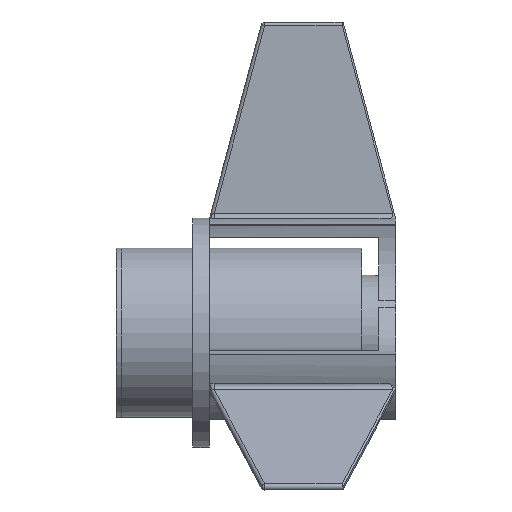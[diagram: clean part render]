
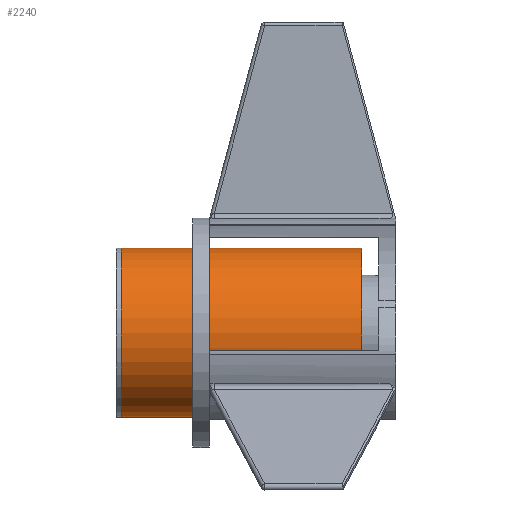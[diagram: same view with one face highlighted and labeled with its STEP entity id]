
A CAD part, left-side view. The second image highlights one B-rep face of the part: STEP entity #2240.
In plain terms, the highlighted cylindrical face has radius 25.025 mm (diameter 50.05 mm), a full revolution.
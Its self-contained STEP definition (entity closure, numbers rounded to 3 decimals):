
#267=FACE_OUTER_BOUND('',#399,.T.);
#399=EDGE_LOOP('',(#1985,#1986,#1987,#1988));
#570=LINE('',#4243,#735);
#735=VECTOR('',#3132,25.025);
#847=CIRCLE('',#2472,25.025);
#862=CIRCLE('',#2501,25.025);
#1041=VERTEX_POINT('',#4164);
#1066=VERTEX_POINT('',#4242);
#1341=EDGE_CURVE('',#1041,#1041,#847,.T.);
#1380=EDGE_CURVE('',#1041,#1066,#570,.T.);
#1381=EDGE_CURVE('',#1066,#1066,#862,.T.);
#1985=ORIENTED_EDGE('',*,*,#1341,.F.);
#1986=ORIENTED_EDGE('',*,*,#1380,.T.);
#1987=ORIENTED_EDGE('',*,*,#1381,.F.);
#1988=ORIENTED_EDGE('',*,*,#1380,.F.);
#2123=CYLINDRICAL_SURFACE('',#2500,25.025);
#2240=ADVANCED_FACE('',(#267),#2123,.T.);
#2472=AXIS2_PLACEMENT_3D('',#4165,#3050,#3051);
#2500=AXIS2_PLACEMENT_3D('',#4241,#3130,#3131);
#2501=AXIS2_PLACEMENT_3D('',#4244,#3133,#3134);
#3050=DIRECTION('center_axis',(0.,1.,0.));
#3051=DIRECTION('ref_axis',(1.,0.,0.));
#3130=DIRECTION('center_axis',(0.,1.,0.));
#3131=DIRECTION('ref_axis',(1.,0.,0.));
#3132=DIRECTION('',(0.,-1.,0.));
#3133=DIRECTION('center_axis',(0.,-1.,0.));
#3134=DIRECTION('ref_axis',(1.,0.,0.));
#4164=CARTESIAN_POINT('',(-25.025,69.,0.));
#4165=CARTESIAN_POINT('Origin',(0.,69.,0.));
#4241=CARTESIAN_POINT('Origin',(0.,-2.,0.));
#4242=CARTESIAN_POINT('',(-25.025,-2.,0.));
#4243=CARTESIAN_POINT('',(-25.025,-2.,0.));
#4244=CARTESIAN_POINT('Origin',(0.,-2.,0.));
